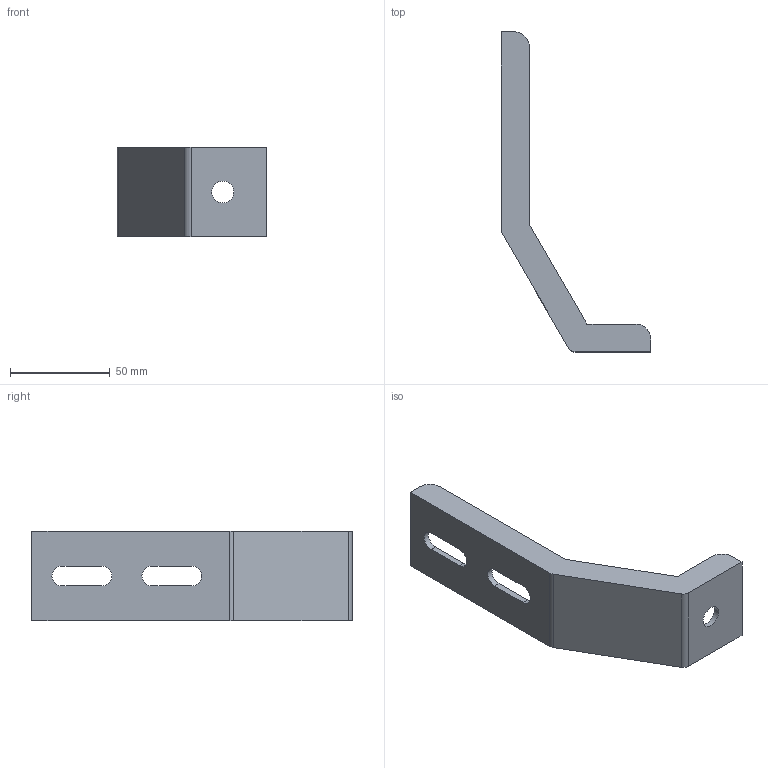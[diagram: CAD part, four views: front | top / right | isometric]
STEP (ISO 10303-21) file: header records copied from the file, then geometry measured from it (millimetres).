
FILE_DESCRIPTION (( 'STEP AP203' ), '1' );
FILE_NAME ('084.409.001.STEP', '2013-01-28T08:44:10', ( 'Alusic' ), ( 'Alusic' ), 'SwSTEP 2.0', 'SolidWorks 2011', '' );
FILE_SCHEMA (( 'CONFIG_CONTROL_DESIGN' ));
Length unit declared in the file: millimetre
Products named in the file (1): 084.409.001
Bounding box: 74.75 x 160.19 x 45 mm (x, y, z)
Volume: 38681.2 mm3; surface area: 27812.1 mm2
Topology: 1 solids, 1 shells, 36 faces, 102 edges, 68 vertices
Faces by surface type: plane 22, cylinder 14
Entity records: 1263 total; most frequent: CARTESIAN_POINT 207, ORIENTED_EDGE 204, DIRECTION 204, EDGE_CURVE 102, VECTOR 74, LINE 74, VERTEX_POINT 68, AXIS2_PLACEMENT_3D 65
